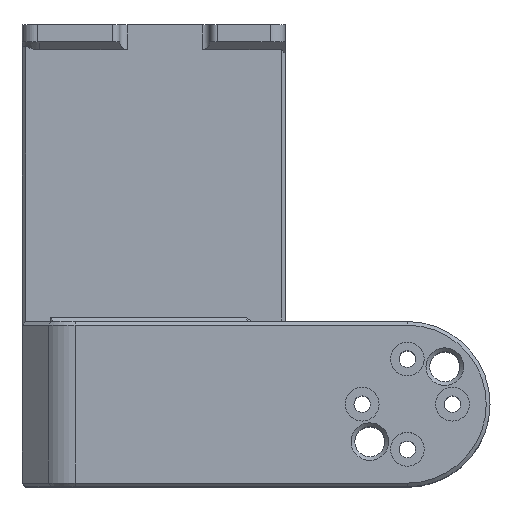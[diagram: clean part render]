
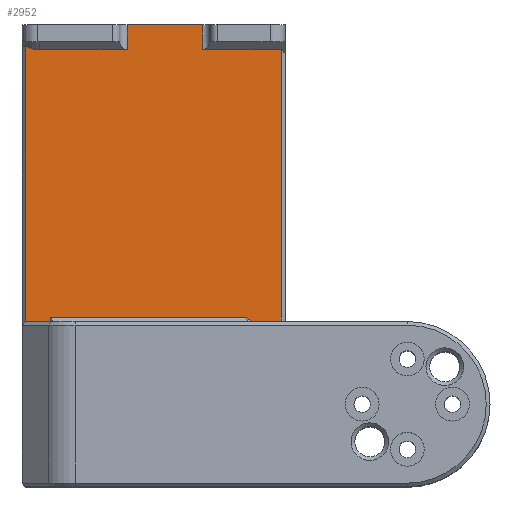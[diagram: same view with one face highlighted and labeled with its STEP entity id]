
A CAD part, top view. The second image highlights one B-rep face of the part: STEP entity #2952.
In plain terms, the highlighted planar face has unit normal (0, 0, 1).
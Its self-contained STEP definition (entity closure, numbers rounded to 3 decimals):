
#275=B_SPLINE_CURVE_WITH_KNOTS('',3,(#4439,#4440,#4441,#4442,#4443,#4444,
#4445,#4446),.UNSPECIFIED.,.F.,.F.,(4,2,2,4),(-0.121,-0.12,
-0.039,0.),.UNSPECIFIED.);
#296=(
BOUNDED_CURVE()
B_SPLINE_CURVE(2,(#4413,#4414,#4415),.UNSPECIFIED.,.F.,.F.)
B_SPLINE_CURVE_WITH_KNOTS((3,3),(0.363,0.491),
 .UNSPECIFIED.)
CURVE()
GEOMETRIC_REPRESENTATION_ITEM()
RATIONAL_B_SPLINE_CURVE((1.524,1.592,1.641))
REPRESENTATION_ITEM('')
);
#297=(
BOUNDED_CURVE()
B_SPLINE_CURVE(2,(#4417,#4418,#4419),.UNSPECIFIED.,.F.,.F.)
B_SPLINE_CURVE_WITH_KNOTS((3,3),(0.,0.188),.UNSPECIFIED.)
CURVE()
GEOMETRIC_REPRESENTATION_ITEM()
RATIONAL_B_SPLINE_CURVE((1.,1.041,1.))
REPRESENTATION_ITEM('')
);
#312=FACE_OUTER_BOUND('',#488,.T.);
#488=EDGE_LOOP('',(#2019,#2020,#2021,#2022,#2023,#2024,#2025,#2026,#2027,
#2028,#2029,#2030,#2031,#2032,#2033,#2034));
#716=LINE('',#4359,#995);
#733=LINE('',#4409,#1012);
#735=LINE('',#4421,#1014);
#736=LINE('',#4423,#1015);
#737=LINE('',#4425,#1016);
#738=LINE('',#4427,#1017);
#739=LINE('',#4429,#1018);
#740=LINE('',#4431,#1019);
#741=LINE('',#4433,#1020);
#742=LINE('',#4435,#1021);
#743=LINE('',#4437,#1022);
#744=LINE('',#4448,#1023);
#745=LINE('',#4449,#1024);
#995=VECTOR('',#3462,10.);
#1012=VECTOR('',#3485,10.);
#1014=VECTOR('',#3489,10.);
#1015=VECTOR('',#3490,10.);
#1016=VECTOR('',#3491,10.);
#1017=VECTOR('',#3492,10.);
#1018=VECTOR('',#3493,1.);
#1019=VECTOR('',#3494,1.);
#1020=VECTOR('',#3495,1.);
#1021=VECTOR('',#3496,10.);
#1022=VECTOR('',#3497,10.);
#1023=VECTOR('',#3498,10.);
#1024=VECTOR('',#3499,10.);
#1272=VERTEX_POINT('',#4356);
#1273=VERTEX_POINT('',#4358);
#1291=VERTEX_POINT('',#4405);
#1292=VERTEX_POINT('',#4412);
#1293=VERTEX_POINT('',#4416);
#1294=VERTEX_POINT('',#4420);
#1295=VERTEX_POINT('',#4422);
#1296=VERTEX_POINT('',#4424);
#1297=VERTEX_POINT('',#4426);
#1298=VERTEX_POINT('',#4428);
#1299=VERTEX_POINT('',#4430);
#1300=VERTEX_POINT('',#4432);
#1301=VERTEX_POINT('',#4434);
#1302=VERTEX_POINT('',#4436);
#1303=VERTEX_POINT('',#4438);
#1304=VERTEX_POINT('',#4447);
#1549=EDGE_CURVE('',#1273,#1272,#716,.T.);
#1570=EDGE_CURVE('',#1291,#1272,#733,.T.);
#1572=EDGE_CURVE('',#1291,#1292,#296,.T.);
#1573=EDGE_CURVE('',#1293,#1292,#297,.F.);
#1574=EDGE_CURVE('',#1294,#1293,#735,.T.);
#1575=EDGE_CURVE('',#1295,#1294,#736,.T.);
#1576=EDGE_CURVE('',#1296,#1295,#737,.T.);
#1577=EDGE_CURVE('',#1297,#1296,#738,.T.);
#1578=EDGE_CURVE('',#1297,#1298,#739,.T.);
#1579=EDGE_CURVE('',#1299,#1298,#740,.T.);
#1580=EDGE_CURVE('',#1299,#1300,#741,.T.);
#1581=EDGE_CURVE('',#1301,#1300,#742,.T.);
#1582=EDGE_CURVE('',#1301,#1302,#743,.T.);
#1583=EDGE_CURVE('',#1303,#1302,#275,.T.);
#1584=EDGE_CURVE('',#1304,#1303,#744,.T.);
#1585=EDGE_CURVE('',#1273,#1304,#745,.T.);
#2019=ORIENTED_EDGE('',*,*,#1549,.T.);
#2020=ORIENTED_EDGE('',*,*,#1570,.F.);
#2021=ORIENTED_EDGE('',*,*,#1572,.T.);
#2022=ORIENTED_EDGE('',*,*,#1573,.F.);
#2023=ORIENTED_EDGE('',*,*,#1574,.F.);
#2024=ORIENTED_EDGE('',*,*,#1575,.F.);
#2025=ORIENTED_EDGE('',*,*,#1576,.F.);
#2026=ORIENTED_EDGE('',*,*,#1577,.F.);
#2027=ORIENTED_EDGE('',*,*,#1578,.T.);
#2028=ORIENTED_EDGE('',*,*,#1579,.F.);
#2029=ORIENTED_EDGE('',*,*,#1580,.T.);
#2030=ORIENTED_EDGE('',*,*,#1581,.F.);
#2031=ORIENTED_EDGE('',*,*,#1582,.T.);
#2032=ORIENTED_EDGE('',*,*,#1583,.F.);
#2033=ORIENTED_EDGE('',*,*,#1584,.F.);
#2034=ORIENTED_EDGE('',*,*,#1585,.F.);
#2860=PLANE('',#3142);
#2952=ADVANCED_FACE('',(#312),#2860,.T.);
#3142=AXIS2_PLACEMENT_3D('',#4411,#3487,#3488);
#3462=DIRECTION('',(0.,1.,0.));
#3485=DIRECTION('',(-1.,0.,0.));
#3487=DIRECTION('center_axis',(0.,0.,1.));
#3488=DIRECTION('ref_axis',(1.,0.,0.));
#3489=DIRECTION('',(0.,1.,0.));
#3490=DIRECTION('',(-1.,0.,0.));
#3491=DIRECTION('',(0.,-1.,0.));
#3492=DIRECTION('',(1.,0.,0.));
#3493=DIRECTION('',(0.,1.,0.));
#3494=DIRECTION('',(1.,0.,0.));
#3495=DIRECTION('',(0.,-1.,0.));
#3496=DIRECTION('',(1.,0.,0.));
#3497=DIRECTION('',(-1.,0.,0.));
#3498=DIRECTION('',(0.,1.,0.));
#3499=DIRECTION('',(-1.,0.,0.));
#4356=CARTESIAN_POINT('',(833.663,1069.377,186.032));
#4358=CARTESIAN_POINT('',(833.663,1047.377,186.032));
#4359=CARTESIAN_POINT('',(833.663,1067.877,186.032));
#4405=CARTESIAN_POINT('',(859.774,1069.377,186.032));
#4409=CARTESIAN_POINT('',(847.961,1069.377,186.032));
#4411=CARTESIAN_POINT('Origin',(848.357,1091.257,186.032));
#4412=CARTESIAN_POINT('',(860.617,1068.877,186.032));
#4413=CARTESIAN_POINT('Ctrl Pts',(859.774,1069.377,186.032));
#4414=CARTESIAN_POINT('Ctrl Pts',(860.224,1069.08,186.032));
#4415=CARTESIAN_POINT('Ctrl Pts',(860.617,1068.877,186.032));
#4416=CARTESIAN_POINT('',(862.42,1068.377,186.032));
#4417=CARTESIAN_POINT('Ctrl Pts',(860.617,1068.877,186.032));
#4418=CARTESIAN_POINT('Ctrl Pts',(861.588,1068.377,186.032));
#4419=CARTESIAN_POINT('Ctrl Pts',(862.42,1068.377,186.032));
#4420=CARTESIAN_POINT('',(862.42,1047.377,186.032));
#4421=CARTESIAN_POINT('',(862.42,1067.877,186.032));
#4422=CARTESIAN_POINT('',(864.42,1047.377,186.032));
#4423=CARTESIAN_POINT('',(846.853,1047.377,186.032));
#4424=CARTESIAN_POINT('',(864.42,1105.077,186.032));
#4425=CARTESIAN_POINT('',(864.42,1074.567,186.032));
#4426=CARTESIAN_POINT('',(853.92,1105.077,186.032));
#4427=CARTESIAN_POINT('',(854.445,1105.077,186.032));
#4428=CARTESIAN_POINT('',(853.92,1108.377,186.032));
#4429=CARTESIAN_POINT('',(853.92,1106.077,186.032));
#4430=CARTESIAN_POINT('',(843.92,1108.377,186.032));
#4431=CARTESIAN_POINT('',(848.029,1108.377,186.032));
#4432=CARTESIAN_POINT('',(843.92,1105.077,186.032));
#4433=CARTESIAN_POINT('',(843.92,1106.077,186.032));
#4434=CARTESIAN_POINT('',(832.236,1105.077,186.032));
#4435=CARTESIAN_POINT('',(841.591,1105.077,186.032));
#4436=CARTESIAN_POINT('',(831.604,1105.077,186.032));
#4437=CARTESIAN_POINT('',(832.42,1105.077,186.032));
#4438=CARTESIAN_POINT('',(830.42,1105.557,186.032));
#4439=CARTESIAN_POINT('Ctrl Pts',(830.42,1105.557,186.032));
#4440=CARTESIAN_POINT('Ctrl Pts',(830.424,1105.555,186.032));
#4441=CARTESIAN_POINT('Ctrl Pts',(830.428,1105.552,186.032));
#4442=CARTESIAN_POINT('Ctrl Pts',(830.71,1105.383,186.032));
#4443=CARTESIAN_POINT('Ctrl Pts',(830.97,1105.255,186.032));
#4444=CARTESIAN_POINT('Ctrl Pts',(831.349,1105.13,186.032));
#4445=CARTESIAN_POINT('Ctrl Pts',(831.475,1105.098,186.032));
#4446=CARTESIAN_POINT('Ctrl Pts',(831.604,1105.077,186.032));
#4447=CARTESIAN_POINT('',(830.42,1047.377,186.032));
#4448=CARTESIAN_POINT('',(830.42,1089.351,186.032));
#4449=CARTESIAN_POINT('',(846.853,1047.377,186.032));
